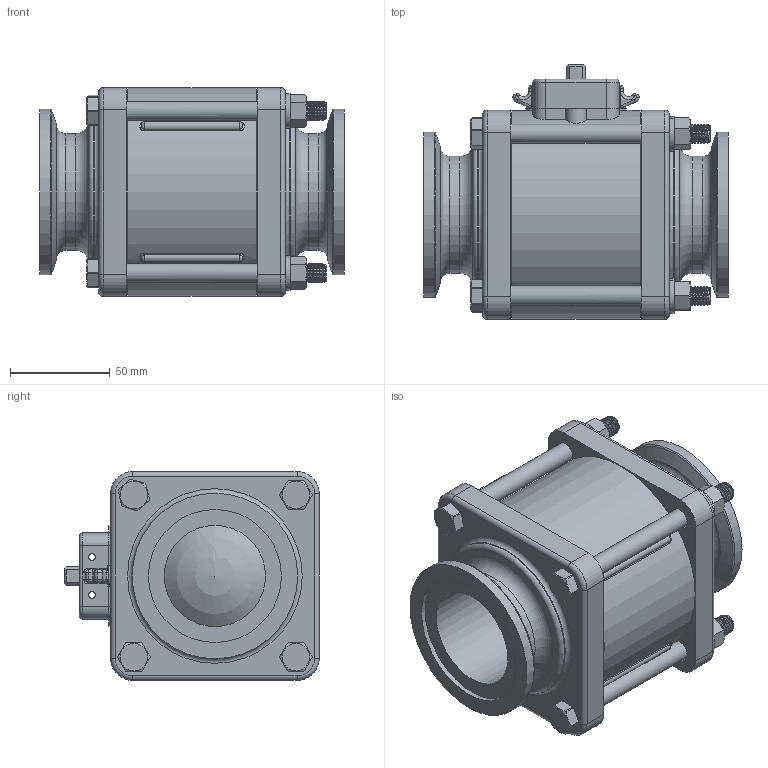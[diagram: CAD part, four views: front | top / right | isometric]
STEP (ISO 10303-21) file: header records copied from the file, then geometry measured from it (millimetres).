
FILE_DESCRIPTION(/* description */ ('MEVX 2" FP 2 WAY BOLTED VALVE ONLY'),/* implementation_level */ '2;1');
FILE_NAME(/* name */ 'MEVX221X.stp',/* time_stamp */ '2019-09-20T14:08:14-04:00',/* author */ ('CPM'),/* organization */ (''),/* preprocessor_version */ 'ST-DEVELOPER v17.2',/* originating_system */ 'Autodesk Inventor 2019',/* authorisation */ '');
FILE_SCHEMA (('AUTOMOTIVE_DESIGN { 1 0 10303 214 3 1 1 }'));
Length unit declared in the file: inch
Products named in the file (13): MEVX221X; MEVX25254A; MEVX25254AX; V25017; V20019; V20018; V25264; VE25258A; VE25255SSH; VE25378A; V25378X; EVP25151; AQ206V
Assembly tree (24 placements, depth 3):
  MEVX221X
    MEVX25254A
      MEVX25254AX
    V20018  x4
    V25017  x4
    V20019  x4
    V25264  x2
    VE25258A  x2
    VE25255SSH
    VE25378A  x2
      V25378X
    EVP25151
    AQ206V
Bounding box: 152.65 x 127.78 x 104.78 mm (x, y, z)
Volume: 656342.7 mm3; surface area: 222406.7 mm2
Topology: 22 solids, 22 shells, 1029 faces, 2643 edges, 1690 vertices
Faces by surface type: cylinder 390, cone 293, plane 218, torus 78, bspline 36, sphere 14
Full cylindrical faces by diameter (mm): 3.429 x4, 8.236 x60, 9.525 x60, 11.125 x8, 13.665 x1, 19.177 x2, 19.304 x1, 31.496 x1, 33.02 x1, 50.038 x2, 50.8 x2, 51.943 x2, 58.674 x2, 64.516 x2, 64.643 x2, 66.802 x2, 83.058 x4, 83.82 x2, 85.598 x1, 88.9 x2, 96.012 x2, 101.346 x2, 101.6 x2, 104.775 x1
Entity records: 18669 total; most frequent: CARTESIAN_POINT 6215, DIRECTION 2635, ORIENTED_EDGE 2460, EDGE_CURVE 1230, AXIS2_PLACEMENT_3D 1106, VERTEX_POINT 784, CIRCLE 581, EDGE_LOOP 548
